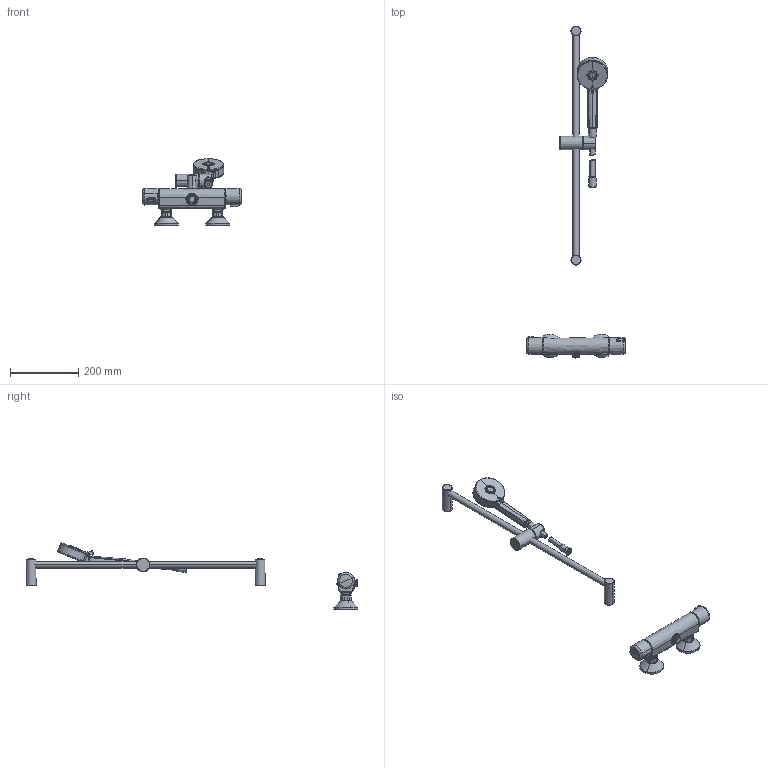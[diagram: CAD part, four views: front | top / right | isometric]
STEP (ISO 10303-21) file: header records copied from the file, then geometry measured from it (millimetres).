
FILE_DESCRIPTION (( 'STEP AP203' ), '1' );
FILE_NAME ('55150131(2022).STEP', '2022-10-26T07:03:10', ( '' ), ( '' ), 'SwSTEP 2.0', 'SolidWorks 2016', '' );
FILE_SCHEMA (( 'CONFIG_CONTROL_DESIGN' ));
Length unit declared in the file: millimetre
Products named in the file (1): 55150131(2022)
Bounding box: 291.08 x 971.86 x 194.96 mm (x, y, z)
Volume: 1383628.5 mm3; surface area: 240632.2 mm2
Topology: 22 solids, 22 shells, 664 faces, 1500 edges, 896 vertices
Faces by surface type: bspline 325, cylinder 118, plane 90, cone 71, torus 46, sphere 14
Entity records: 42954 total; most frequent: CARTESIAN_POINT 30522, ORIENTED_EDGE 2972, DIRECTION 1997, EDGE_CURVE 1486, AXIS2_PLACEMENT_3D 895, VERTEX_POINT 894, EDGE_LOOP 700, FACE_OUTER_BOUND 664
